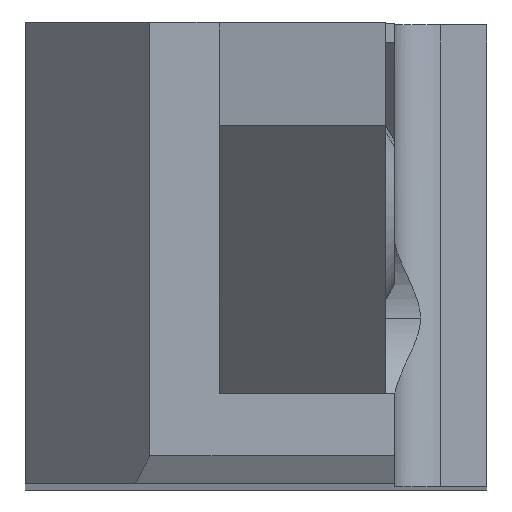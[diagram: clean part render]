
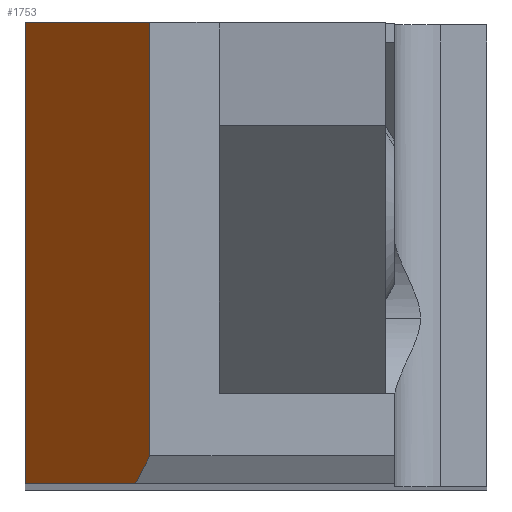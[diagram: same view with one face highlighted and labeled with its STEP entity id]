
A CAD part, top view. The second image highlights one B-rep face of the part: STEP entity #1753.
In plain terms, the highlighted planar face has unit normal (-0.743, 0, 0.669).
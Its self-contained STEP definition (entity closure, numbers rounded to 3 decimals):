
#191 = CARTESIAN_POINT ( 'NONE',  ( 2.7, 111.55, 0. ) ) ;
#291 = CARTESIAN_POINT ( 'NONE',  ( 22.266, 38.238, 21.73 ) ) ;
#576 = LINE ( 'NONE', #3007, #3038 ) ;
#606 = VECTOR ( 'NONE', #806, 1000. ) ;
#620 = ORIENTED_EDGE ( 'NONE', *, *, #2039, .F. ) ;
#678 = LINE ( 'NONE', #291, #2569 ) ;
#806 = DIRECTION ( 'NONE',  ( -0.669, 0., -0.743 ) ) ;
#941 = ORIENTED_EDGE ( 'NONE', *, *, #1182, .F. ) ;
#1035 = VERTEX_POINT ( 'NONE', #1531 ) ;
#1055 = DIRECTION ( 'NONE',  ( 0.669, 0., 0.743 ) ) ;
#1065 = EDGE_CURVE ( 'NONE', #2555, #3163, #576, .T. ) ;
#1072 = CARTESIAN_POINT ( 'NONE',  ( 0., 10., -2.999 ) ) ;
#1147 = EDGE_CURVE ( 'NONE', #3163, #1035, #2210, .T. ) ;
#1153 = VERTEX_POINT ( 'NONE', #3158 ) ;
#1170 = DIRECTION ( 'NONE',  ( 0.411, 0.79, 0.456 ) ) ;
#1182 = EDGE_CURVE ( 'NONE', #1153, #2555, #1967, .T. ) ;
#1362 = ORIENTED_EDGE ( 'NONE', *, *, #1065, .F. ) ;
#1390 = DIRECTION ( 'NONE',  ( 0., -1., 0. ) ) ;
#1391 = LINE ( 'NONE', #191, #2577 ) ;
#1468 = EDGE_CURVE ( 'NONE', #1153, #1942, #678, .T. ) ;
#1531 = CARTESIAN_POINT ( 'NONE',  ( 2.7, 10., 0. ) ) ;
#1561 = CARTESIAN_POINT ( 'NONE',  ( -38.29, 10., -45.524 ) ) ;
#1571 = DIRECTION ( 'NONE',  ( 0., 1., 0. ) ) ;
#1585 = CARTESIAN_POINT ( 'NONE',  ( -38.29, 0., -45.524 ) ) ;
#1753 = ADVANCED_FACE ( 'NONE', ( #2150 ), #2506, .T. ) ;
#1942 = VERTEX_POINT ( 'NONE', #2980 ) ;
#1965 = DIRECTION ( 'NONE',  ( -0.743, 0., 0.669 ) ) ;
#1967 = LINE ( 'NONE', #1585, #606 ) ;
#2034 = DIRECTION ( 'NONE',  ( 0.669, 0., 0.743 ) ) ;
#2039 = EDGE_CURVE ( 'NONE', #1035, #1942, #1391, .T. ) ;
#2127 = VECTOR ( 'NONE', #1055, 1000. ) ;
#2150 = FACE_OUTER_BOUND ( 'NONE', #2348, .T. ) ;
#2210 = LINE ( 'NONE', #1561, #2127 ) ;
#2348 = EDGE_LOOP ( 'NONE', ( #2755, #1362, #941, #2691, #620 ) ) ;
#2408 = CARTESIAN_POINT ( 'NONE',  ( 2.7, 111.55, 0. ) ) ;
#2506 = PLANE ( 'NONE',  #2824 ) ;
#2555 = VERTEX_POINT ( 'NONE', #2675 ) ;
#2569 = VECTOR ( 'NONE', #1170, 1000. ) ;
#2577 = VECTOR ( 'NONE', #1390, 1000. ) ;
#2675 = CARTESIAN_POINT ( 'NONE',  ( 0., 0., -2.999 ) ) ;
#2691 = ORIENTED_EDGE ( 'NONE', *, *, #1468, .T. ) ;
#2755 = ORIENTED_EDGE ( 'NONE', *, *, #1147, .F. ) ;
#2824 = AXIS2_PLACEMENT_3D ( 'NONE', #2408, #1965, #2034 ) ;
#2980 = CARTESIAN_POINT ( 'NONE',  ( 2.7, 0.6, 0. ) ) ;
#3007 = CARTESIAN_POINT ( 'NONE',  ( 0., 0., -2.999 ) ) ;
#3038 = VECTOR ( 'NONE', #1571, 1000. ) ;
#3158 = CARTESIAN_POINT ( 'NONE',  ( 2.388, 0., -0.346 ) ) ;
#3163 = VERTEX_POINT ( 'NONE', #1072 ) ;
